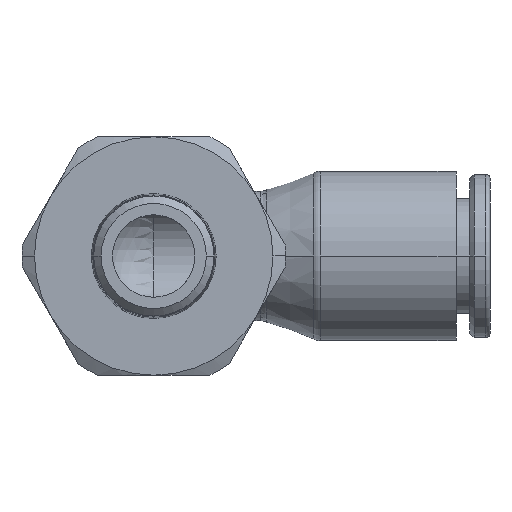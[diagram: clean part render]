
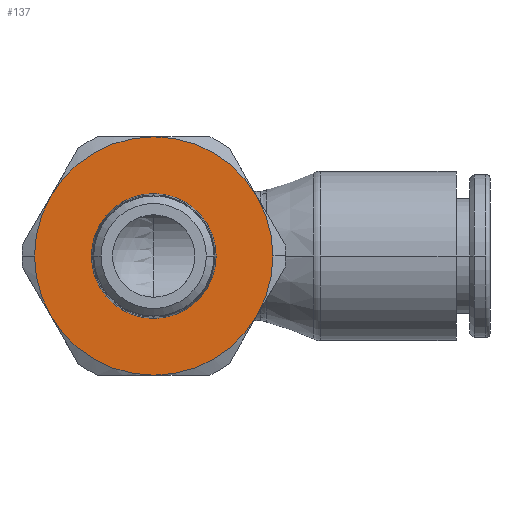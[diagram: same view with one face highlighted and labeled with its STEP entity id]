
A CAD part, front view. The second image highlights one B-rep face of the part: STEP entity #137.
In plain terms, the highlighted planar face has unit normal (0, -1, 0).
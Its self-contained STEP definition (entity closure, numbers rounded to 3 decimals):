
#137=ADVANCED_FACE('',(#368,#369),#370,.F.);
#368=FACE_BOUND('',#639,.T.);
#369=FACE_OUTER_BOUND('',#640,.T.);
#370=PLANE('',#641);
#639=EDGE_LOOP('',(#1447,#1448));
#640=EDGE_LOOP('',(#1449,#1450,#1451,#1452,#1453,#1454,#1455,#1456));
#641=AXIS2_PLACEMENT_3D('',#1457,#1458,#1459);
#1447=ORIENTED_EDGE('',*,*,#1982,.T.);
#1448=ORIENTED_EDGE('',*,*,#1820,.T.);
#1449=ORIENTED_EDGE('',*,*,#1806,.F.);
#1450=ORIENTED_EDGE('',*,*,#1997,.F.);
#1451=ORIENTED_EDGE('',*,*,#1998,.F.);
#1452=ORIENTED_EDGE('',*,*,#1802,.F.);
#1453=ORIENTED_EDGE('',*,*,#1999,.F.);
#1454=ORIENTED_EDGE('',*,*,#2000,.F.);
#1455=ORIENTED_EDGE('',*,*,#2001,.F.);
#1456=ORIENTED_EDGE('',*,*,#2002,.F.);
#1457=CARTESIAN_POINT('',(0.,0.01,0.));
#1458=DIRECTION('',(0.0,1.0,0.0));
#1459=DIRECTION('',(0.0,0.0,1.0));
#1802=EDGE_CURVE('',#2170,#2172,#2173,.T.);
#1806=EDGE_CURVE('',#2177,#2175,#2179,.T.);
#1820=EDGE_CURVE('',#2201,#2203,#2205,.T.);
#1982=EDGE_CURVE('',#2203,#2201,#2469,.T.);
#1997=EDGE_CURVE('',#2490,#2177,#2491,.T.);
#1998=EDGE_CURVE('',#2172,#2490,#2492,.T.);
#1999=EDGE_CURVE('',#2493,#2170,#2494,.T.);
#2000=EDGE_CURVE('',#2495,#2493,#2496,.T.);
#2001=EDGE_CURVE('',#2497,#2495,#2498,.T.);
#2002=EDGE_CURVE('',#2175,#2497,#2499,.T.);
#2170=VERTEX_POINT('',#2736);
#2172=VERTEX_POINT('',#2739);
#2173=CIRCLE('',#2740,9.5);
#2175=VERTEX_POINT('',#2753);
#2177=VERTEX_POINT('',#2756);
#2179=CIRCLE('',#2769,9.5);
#2201=VERTEX_POINT('',#2797);
#2203=VERTEX_POINT('',#2800);
#2205=CIRCLE('',#2803,4.973);
#2469=CIRCLE('',#3326,4.973);
#2490=VERTEX_POINT('',#3347);
#2491=CIRCLE('',#3348,9.5);
#2492=CIRCLE('',#3349,9.5);
#2493=VERTEX_POINT('',#3350);
#2494=CIRCLE('',#3351,9.5);
#2495=VERTEX_POINT('',#3352);
#2496=CIRCLE('',#3353,9.5);
#2497=VERTEX_POINT('',#3354);
#2498=CIRCLE('',#3355,9.5);
#2499=CIRCLE('',#3356,9.5);
#2736=CARTESIAN_POINT('',(9.5,0.01,0.));
#2739=CARTESIAN_POINT('',(8.227,0.01,-4.75));
#2740=AXIS2_PLACEMENT_3D('',#3816,#3817,#3818);
#2753=CARTESIAN_POINT('',(-9.5,0.01,0.));
#2756=CARTESIAN_POINT('',(-8.227,0.01,-4.75));
#2769=AXIS2_PLACEMENT_3D('',#3820,#3821,#3822);
#2797=CARTESIAN_POINT('',(4.973,0.01,0.));
#2800=CARTESIAN_POINT('',(-4.973,0.01,0.));
#2803=AXIS2_PLACEMENT_3D('',#3846,#3847,#3848);
#3326=AXIS2_PLACEMENT_3D('',#4184,#4185,#4186);
#3347=CARTESIAN_POINT('',(0.0,0.01,-9.5));
#3348=AXIS2_PLACEMENT_3D('',#4229,#4230,#4231);
#3349=AXIS2_PLACEMENT_3D('',#4232,#4233,#4234);
#3350=CARTESIAN_POINT('',(8.227,0.01,4.75));
#3351=AXIS2_PLACEMENT_3D('',#4235,#4236,#4237);
#3352=CARTESIAN_POINT('',(0.,0.01,9.5));
#3353=AXIS2_PLACEMENT_3D('',#4238,#4239,#4240);
#3354=CARTESIAN_POINT('',(-8.227,0.01,4.75));
#3355=AXIS2_PLACEMENT_3D('',#4241,#4242,#4243);
#3356=AXIS2_PLACEMENT_3D('',#4244,#4245,#4246);
#3816=CARTESIAN_POINT('',(0.0,0.01,0.0));
#3817=DIRECTION('',(-0.0,1.0,0.0));
#3818=DIRECTION('',(1.0,0.0,0.0));
#3820=CARTESIAN_POINT('',(0.0,0.01,0.0));
#3821=DIRECTION('',(-0.0,1.0,0.0));
#3822=DIRECTION('',(1.0,0.0,0.0));
#3846=CARTESIAN_POINT('',(0.0,0.01,0.0));
#3847=DIRECTION('',(-0.0,1.0,0.0));
#3848=DIRECTION('',(1.0,0.0,0.0));
#4184=CARTESIAN_POINT('',(0.0,0.01,0.0));
#4185=DIRECTION('',(-0.0,1.0,0.0));
#4186=DIRECTION('',(1.0,0.0,0.0));
#4229=CARTESIAN_POINT('',(0.0,0.01,0.0));
#4230=DIRECTION('',(-0.0,1.0,0.0));
#4231=DIRECTION('',(1.0,0.0,0.0));
#4232=CARTESIAN_POINT('',(0.0,0.01,0.0));
#4233=DIRECTION('',(-0.0,1.0,0.0));
#4234=DIRECTION('',(1.0,0.0,0.0));
#4235=CARTESIAN_POINT('',(0.0,0.01,0.0));
#4236=DIRECTION('',(-0.0,1.0,0.0));
#4237=DIRECTION('',(1.0,0.0,0.0));
#4238=CARTESIAN_POINT('',(0.0,0.01,0.0));
#4239=DIRECTION('',(-0.0,1.0,0.0));
#4240=DIRECTION('',(1.0,0.0,0.0));
#4241=CARTESIAN_POINT('',(0.0,0.01,0.0));
#4242=DIRECTION('',(-0.0,1.0,0.0));
#4243=DIRECTION('',(1.0,0.0,0.0));
#4244=CARTESIAN_POINT('',(0.0,0.01,0.0));
#4245=DIRECTION('',(-0.0,1.0,0.0));
#4246=DIRECTION('',(1.0,0.0,0.0));
